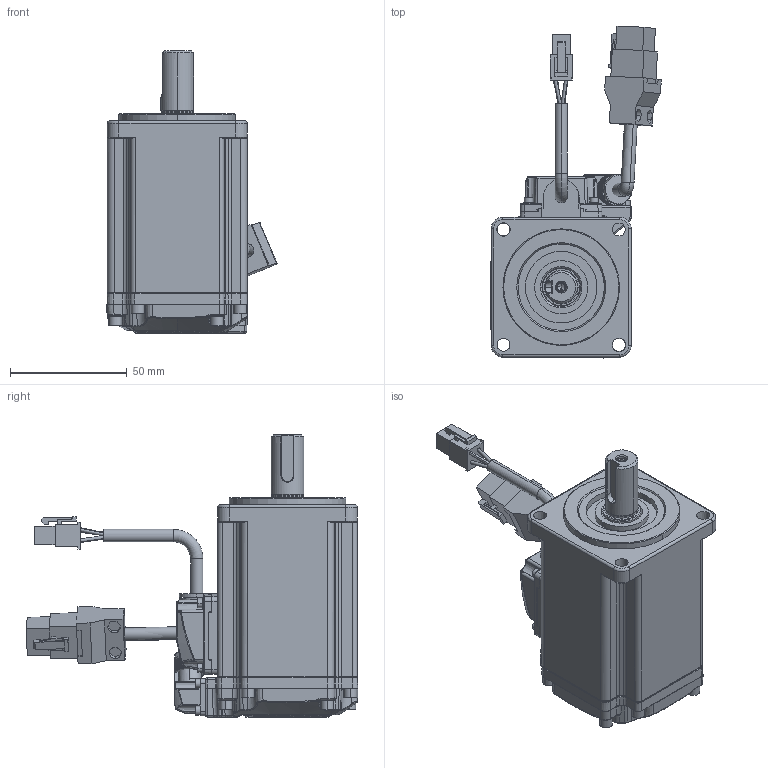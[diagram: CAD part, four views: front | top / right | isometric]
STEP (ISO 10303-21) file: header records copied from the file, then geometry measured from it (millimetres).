
FILE_DESCRIPTION(('HOOPS Exchange Step'),'2;1');
FILE_NAME('export-A9447EFF-5A49-45BD-ABC4-6AC11CE8D70C.stp','2024-02-14T21:11:05+01:00',('Gebruiker'),('Alibre'),'HOOPS Exchange 2021.0','Alibre','Unknown authorisation');
FILE_SCHEMA( ('AP242_MANAGED_MODEL_BASED_3D_ENGINEERING_MIM_LF {1 0 10303 442 1 1 4 }') );
Length unit declared in the file: millimetre
Products named in the file (11): ECM-B3M-C20604RS1; 6734-6 AC Servo Motor 400W ECM-B3M-CA0604RS1 (24-bit ABS encoder); 6734-4 AC Servo Motor 400W ECM-B3M-CA0604RS1 (24-bit ABS encoder); 6734-5 AC Servo Motor 400W ECM-B3M-CA0604RS1 (24-bit ABS encoder); 6734-9 AC Servo Motor 400W ECM-B3M-CA0604RS1 (24-bit ABS encoder); 6734-7 AC Servo Motor 400W ECM-B3M-CA0604RS1 (24-bit ABS encoder); 6734-3 AC Servo Motor 400W ECM-B3M-CA0604RS1 (24-bit ABS encoder); 6734-8 AC Servo Motor 400W ECM-B3M-CA0604RS1 (24-bit ABS encoder); 6734-2 AC Servo Motor 400W ECM-B3M-CA0604RS1 (24-bit ABS encoder) ECM-B3M-C20401RS1; 6734-1 AC Servo Motor 400W ECM-B3M-CA0604RS1 (24-bit ABS encoder) ENCODER-COVER; 6734 AC Servo Motor 400W ECM-B3M-CA0604RS1 (24-bit ABS encoder)
Assembly tree (10 placements, depth 4):
  6734 AC Servo Motor 400W ECM-B3M-CA0604RS1 (24-bit ABS encoder)
    ECM-B3M-C20604RS1
    6734-1 AC Servo Motor 400W ECM-B3M-CA0604RS1 (24-bit ABS encoder) ENCODER-COVER
      6734-2 AC Servo Motor 400W ECM-B3M-CA0604RS1 (24-bit ABS encoder) ECM-B3M-C20401RS1
        6734-6 AC Servo Motor 400W ECM-B3M-CA0604RS1 (24-bit ABS encoder)
        6734-4 AC Servo Motor 400W ECM-B3M-CA0604RS1 (24-bit ABS encoder)
        6734-5 AC Servo Motor 400W ECM-B3M-CA0604RS1 (24-bit ABS encoder)
        6734-9 AC Servo Motor 400W ECM-B3M-CA0604RS1 (24-bit ABS encoder)
        6734-7 AC Servo Motor 400W ECM-B3M-CA0604RS1 (24-bit ABS encoder)
        6734-3 AC Servo Motor 400W ECM-B3M-CA0604RS1 (24-bit ABS encoder)
        6734-8 AC Servo Motor 400W ECM-B3M-CA0604RS1 (24-bit ABS encoder)
Bounding box: 73.19 x 142.41 x 121 mm (x, y, z)
Volume: 331671 mm3; surface area: 45861.4 mm2
Topology: 8 solids, 19 shells, 1757 faces, 4435 edges, 2747 vertices
Faces by surface type: plane 705, cylinder 541, cone 190, bspline 153, torus 137, sphere 31
Entity records: 65503 total; most frequent: CARTESIAN_POINT 24976, ORIENTED_EDGE 8822, DIRECTION 7830, EDGE_CURVE 4411, AXIS2_PLACEMENT_3D 2924, VERTEX_POINT 2747, VECTOR 1982, LINE 1982
